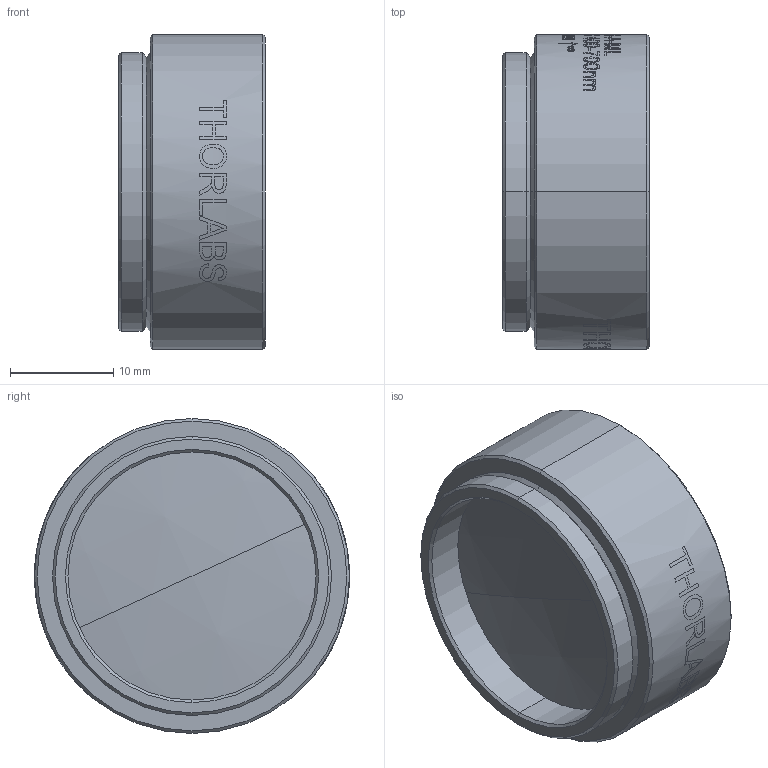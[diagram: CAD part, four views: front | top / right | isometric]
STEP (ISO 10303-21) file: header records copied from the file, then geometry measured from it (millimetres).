
FILE_DESCRIPTION (( 'STEP AP203' ), '1' );
FILE_NAME ('20592-E0W.STEP', '2015-03-10T18:05:24', ( 'admin' ), ( '' ), 'SwSTEP 2.0', 'SolidWorks 2014', '' );
FILE_SCHEMA (( 'CONFIG_CONTROL_DESIGN' ));
Length unit declared in the file: inch
Products named in the file (1): 20592-E0W
Bounding box: 14.22 x 30.48 x 30.48 mm (x, y, z)
Volume: 5813.1 mm3; surface area: 6012.2 mm2
Topology: 4 solids, 4 shells, 185 faces, 930 edges, 853 vertices
Faces by surface type: cylinder 120, cone 34, plane 14, bspline 9, sphere 8
Entity records: 19064 total; most frequent: CARTESIAN_POINT 11778, ORIENTED_EDGE 1860, DIRECTION 1072, EDGE_CURVE 930, VERTEX_POINT 853, B_SPLINE_CURVE_WITH_KNOTS 450, AXIS2_PLACEMENT_3D 437, EDGE_LOOP 289
